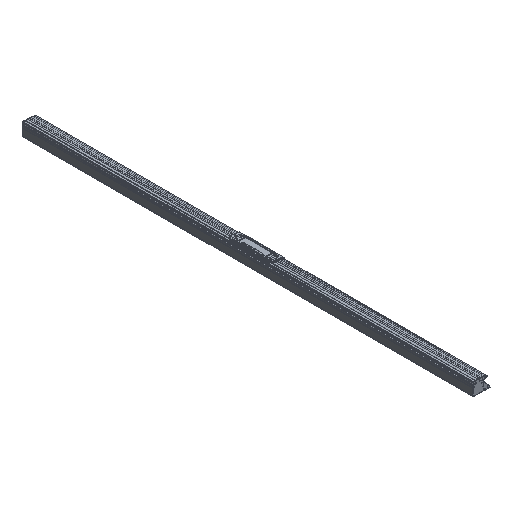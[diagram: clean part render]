
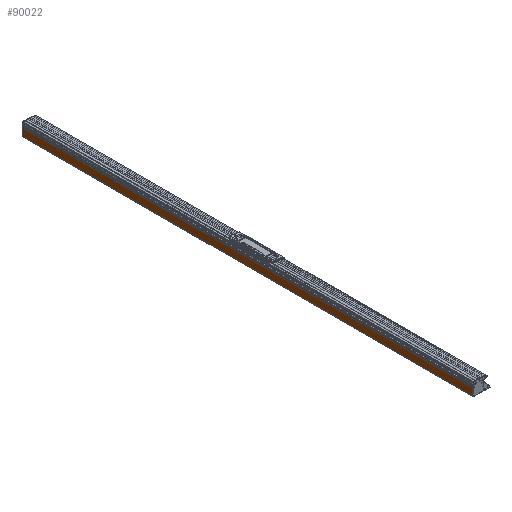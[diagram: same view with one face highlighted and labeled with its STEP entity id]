
A CAD part, isometric view. The second image highlights one B-rep face of the part: STEP entity #90022.
In plain terms, the highlighted planar face has unit normal (-1, 0, 0).
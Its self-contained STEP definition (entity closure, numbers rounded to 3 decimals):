
#1270 = DIRECTION ( 'NONE',  ( 0., 0., 1. ) ) ;
#3520 = EDGE_LOOP ( 'NONE', ( #96464, #13233, #142962, #134971 ) ) ;
#13233 = ORIENTED_EDGE ( 'NONE', *, *, #108377, .F. ) ;
#16806 = CARTESIAN_POINT ( 'NONE',  ( -28.6, 1250., 5.944 ) ) ;
#26161 = AXIS2_PLACEMENT_3D ( 'NONE', #204916, #177157, #1270 ) ;
#30088 = VERTEX_POINT ( 'NONE', #16806 ) ;
#33165 = VECTOR ( 'NONE', #100855, 1000. ) ;
#33992 = CARTESIAN_POINT ( 'NONE',  ( -28.6, -1250., 52.939 ) ) ;
#37841 = CARTESIAN_POINT ( 'NONE',  ( -28.6, -1250., 5.944 ) ) ;
#41039 = EDGE_CURVE ( 'NONE', #64506, #30088, #113325, .T. ) ;
#52582 = LINE ( 'NONE', #182645, #175112 ) ;
#63177 = DIRECTION ( 'NONE',  ( 0., 0., -1. ) ) ;
#64506 = VERTEX_POINT ( 'NONE', #173115 ) ;
#70897 = LINE ( 'NONE', #37841, #33165 ) ;
#72788 = PLANE ( 'NONE',  #26161 ) ;
#84103 = EDGE_CURVE ( 'NONE', #206656, #64506, #52582, .T. ) ;
#90022 = ADVANCED_FACE ( 'NONE', ( #203875 ), #72788, .F. ) ;
#94621 = DIRECTION ( 'NONE',  ( 0., 0., -1. ) ) ;
#96464 = ORIENTED_EDGE ( 'NONE', *, *, #41039, .T. ) ;
#96742 = CARTESIAN_POINT ( 'NONE',  ( -28.6, -1250., 0.7 ) ) ;
#97981 = EDGE_CURVE ( 'NONE', #206656, #195430, #126694, .T. ) ;
#100855 = DIRECTION ( 'NONE',  ( 0., 1., 0. ) ) ;
#103716 = VECTOR ( 'NONE', #63177, 1000. ) ;
#108377 = EDGE_CURVE ( 'NONE', #195430, #30088, #70897, .T. ) ;
#113325 = LINE ( 'NONE', #144202, #103716 ) ;
#114546 = DIRECTION ( 'NONE',  ( 0., 1., 0. ) ) ;
#126694 = LINE ( 'NONE', #96742, #142898 ) ;
#128706 = CARTESIAN_POINT ( 'NONE',  ( -28.6, -1250., 5.944 ) ) ;
#134971 = ORIENTED_EDGE ( 'NONE', *, *, #84103, .T. ) ;
#142898 = VECTOR ( 'NONE', #94621, 1000. ) ;
#142962 = ORIENTED_EDGE ( 'NONE', *, *, #97981, .F. ) ;
#144202 = CARTESIAN_POINT ( 'NONE',  ( -28.6, 1250., 0.7 ) ) ;
#173115 = CARTESIAN_POINT ( 'NONE',  ( -28.6, 1250., 52.939 ) ) ;
#175112 = VECTOR ( 'NONE', #114546, 1000. ) ;
#177157 = DIRECTION ( 'NONE',  ( 1., 0., 0. ) ) ;
#182645 = CARTESIAN_POINT ( 'NONE',  ( -28.6, -1250., 52.939 ) ) ;
#195430 = VERTEX_POINT ( 'NONE', #128706 ) ;
#203875 = FACE_OUTER_BOUND ( 'NONE', #3520, .T. ) ;
#204916 = CARTESIAN_POINT ( 'NONE',  ( -28.6, -1250., 0.7 ) ) ;
#206656 = VERTEX_POINT ( 'NONE', #33992 ) ;
